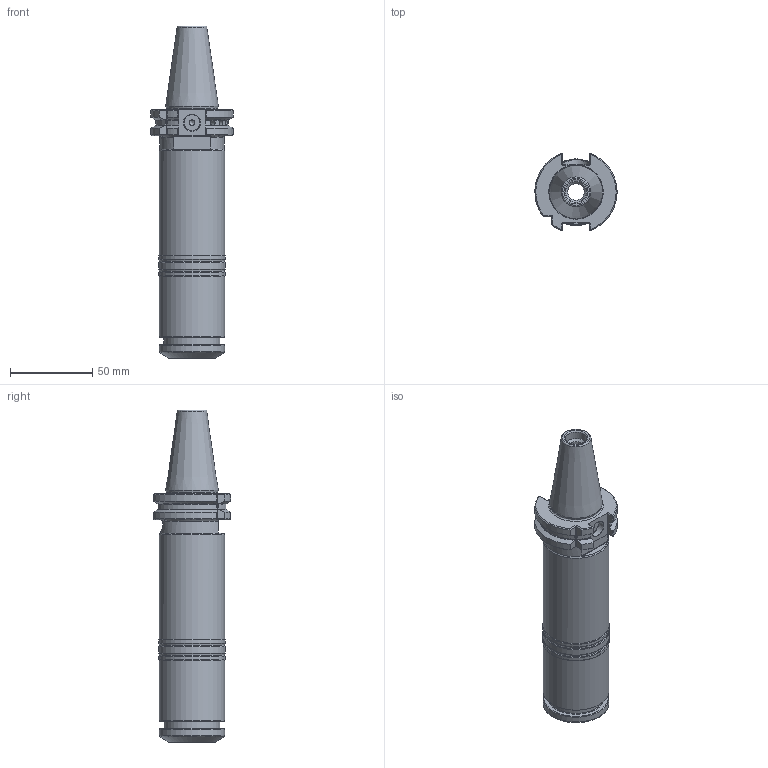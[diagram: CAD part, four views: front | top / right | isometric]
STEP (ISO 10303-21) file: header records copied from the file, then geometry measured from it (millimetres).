
FILE_DESCRIPTION(/* description */ (''),/* implementation_level */ '2;1');
FILE_NAME(/* name */ '423072580.stp',/* time_stamp */ '2021-01-12T12:30:41',/* author */ ('LRA'),/* organization */ ('REGO-FIX'),/* preprocessor_version */ ' Unknown',/* originating_system */ 'SIEMENS PLM Software Solid Edge ST10',/* authorization */ 'Unknown');
FILE_SCHEMA (('AUTOMOTIVE_DESIGN { 1 0 10303 214 2 1 1}'));
Length unit declared in the file: millimetre
Products named in the file (1): NOCUT
Bounding box: 49.99 x 46.89 x 201.65 mm (x, y, z)
Volume: 161961 mm3; surface area: 38451.2 mm2
Topology: 1 solids, 1 shells, 144 faces, 376 edges, 236 vertices
Faces by surface type: cylinder 46, plane 46, cone 34, torus 18
Full cylindrical faces by diameter (mm): 3.5 x3, 10 x1, 10.106 x2, 13 x1, 20 x1, 25 x1, 34 x1, 40 x3, 40.5 x3
Entity records: 5219 total; most frequent: CARTESIAN_POINT 965, DIRECTION 660, ORIENTED_EDGE 630, EDGE_CURVE 315, AXIS2_PLACEMENT_3D 277, VERTEX_POINT 226, FACE_BOUND 199, EDGE_LOOP 195
